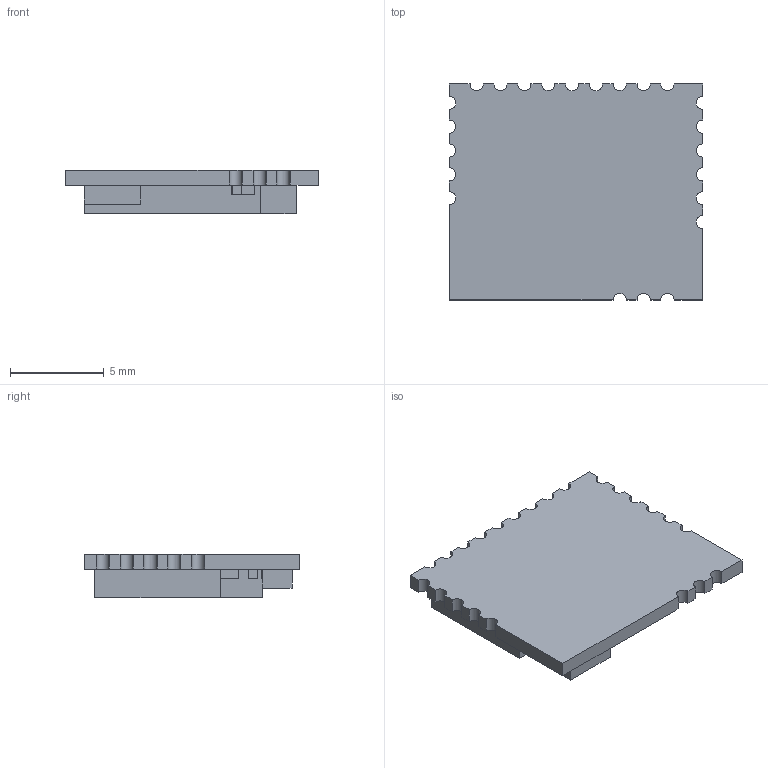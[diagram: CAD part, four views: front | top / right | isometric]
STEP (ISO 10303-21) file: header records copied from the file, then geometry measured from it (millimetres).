
FILE_DESCRIPTION(('CAx-IF Rec.Pracs.---Model Styling and Organization---1.5---2016-08-15','CAx-IF Rec.Pracs.---Geometric and Assembly Validation Properties---4.4---2016-08-17','CAx-IF Rec.Pracs.---User Defined Attributes---1.5---2016-08-15','CAx-IF Rec.Pracs.---External References---2.1---2005-01-19'),'2;1');
FILE_NAME('2758132.step','2023-06-17T05:15:36',('Unspecified'),('Unspecified'),'CAD Exchanger 3.8.1 (cadexchanger.com)','Unspecified','');
FILE_SCHEMA(('AUTOMOTIVE_DESIGN { 1 0 10303 214 1 1 1 1 }'));
Length unit declared in the file: millimetre
Products named in the file (2): BLUENRG-M2SA
Bounding box: 13.5 x 11.5 x 2.3 mm (x, y, z)
Volume: 245.4 mm3; surface area: 423.5 mm2
Topology: 1 solids, 1 shells, 193 faces, 546 edges, 358 vertices
Faces by surface type: plane 164, cylinder 29
Entity records: 7725 total; most frequent: CARTESIAN_POINT 1098, ORIENTED_EDGE 1092, DIRECTION 992, EDGE_CURVE 546, LINE 488, VECTOR 488, VERTEX_POINT 358, AXIS2_PLACEMENT_3D 252
